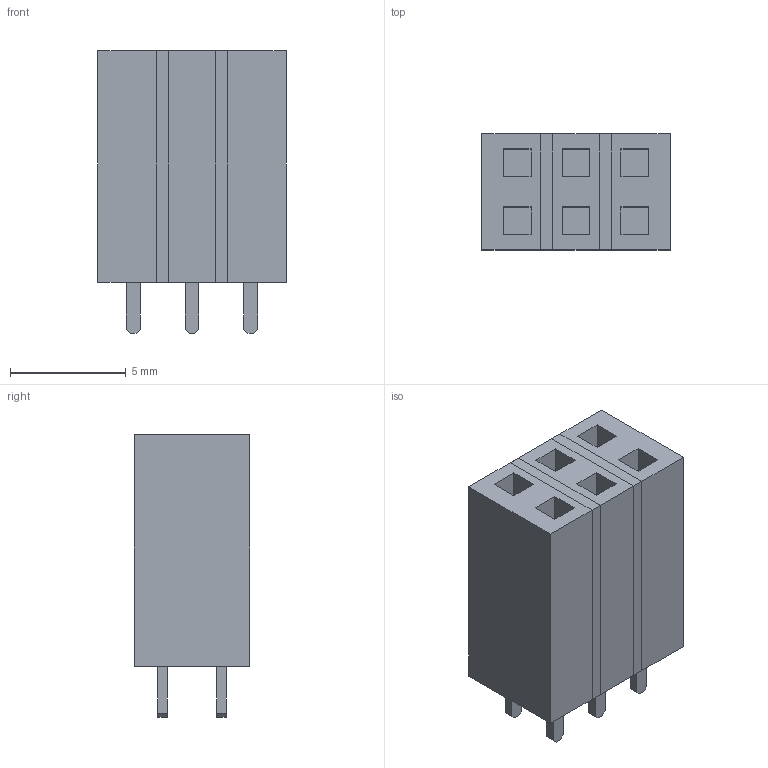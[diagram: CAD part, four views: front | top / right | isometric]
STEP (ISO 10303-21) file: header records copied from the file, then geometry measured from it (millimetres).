
FILE_DESCRIPTION (( 'STEP AP214' ), '1' );
FILE_NAME ('PBD-6.STEP', '2019-11-21T12:59:21', ( 'Elessar' ), ( '' ), 'SwSTEP 2.0', 'SolidWorks 2018', '' );
FILE_SCHEMA (( 'AUTOMOTIVE_DESIGN' ));
Length unit declared in the file: millimetre
Products named in the file (1): PBD-6
Bounding box: 8.12 x 5 x 12.2 mm (x, y, z)
Volume: 398.6 mm3; surface area: 800.7 mm2
Topology: 3 solids, 3 shells, 90 faces, 216 edges, 144 vertices
Faces by surface type: plane 90
Entity records: 3074 total; most frequent: CARTESIAN_POINT 451, ORIENTED_EDGE 432, DIRECTION 398, EDGE_CURVE 216, VECTOR 216, LINE 216, VERTEX_POINT 144, EDGE_LOOP 102
